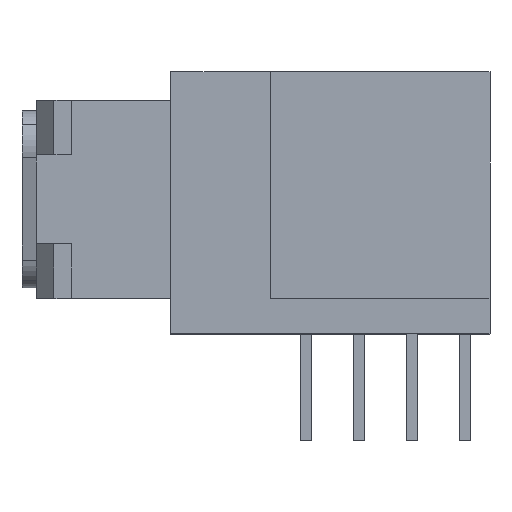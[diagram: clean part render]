
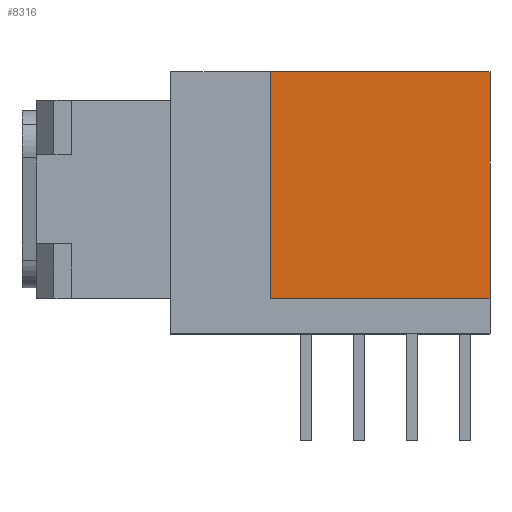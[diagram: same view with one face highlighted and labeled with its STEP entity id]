
A CAD part, left-side view. The second image highlights one B-rep face of the part: STEP entity #8316.
In plain terms, the highlighted planar face has unit normal (-1, 0, 0).
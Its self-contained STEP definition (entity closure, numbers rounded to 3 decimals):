
#7426=CARTESIAN_POINT('',(-10.795,2.159,9.398));
#7427=VERTEX_POINT('',#7426);
#7434=CARTESIAN_POINT('',(-10.795,-5.715,9.398));
#7435=VERTEX_POINT('',#7434);
#7436=CARTESIAN_POINT('',(-10.795,2.159,9.398));
#7437=CARTESIAN_POINT('',(-10.795,-0.466,9.398));
#7438=CARTESIAN_POINT('',(-10.795,-3.09,9.398));
#7439=CARTESIAN_POINT('',(-10.795,-5.715,9.398));
#7440=QUASI_UNIFORM_CURVE('',3,(#7436,#7437,#7438,#7439),.UNSPECIFIED.,.F.,.U.);
#7441=EDGE_CURVE('',#7427,#7435,#7440,.T.);
#7638=CARTESIAN_POINT('',(-10.795,-5.715,1.27));
#7639=VERTEX_POINT('',#7638);
#7640=CARTESIAN_POINT('',(-10.795,-5.715,9.398));
#7641=CARTESIAN_POINT('',(-10.795,-5.715,6.689));
#7642=CARTESIAN_POINT('',(-10.795,-5.715,3.979));
#7643=CARTESIAN_POINT('',(-10.795,-5.715,1.27));
#7644=QUASI_UNIFORM_CURVE('',3,(#7640,#7641,#7642,#7643),.UNSPECIFIED.,.F.,.U.);
#7645=EDGE_CURVE('',#7435,#7639,#7644,.T.);
#7970=CARTESIAN_POINT('',(-10.795,2.159,1.27));
#7971=VERTEX_POINT('',#7970);
#7978=CARTESIAN_POINT('',(-10.795,2.159,1.27));
#7979=DIRECTION('',(0.0,0.0,1.0));
#7980=VECTOR('',#7979,8.128);
#7981=LINE('',#7978,#7980);
#7982=EDGE_CURVE('',#7971,#7427,#7981,.T.);
#8300=CARTESIAN_POINT('',(-10.795,-5.872,1.107));
#8301=DIRECTION('',(1.0,0.0,0.0));
#8302=DIRECTION('',(0.0,1.0,0.0));
#8303=AXIS2_PLACEMENT_3D('',#8300,#8301,#8302);
#8304=PLANE('',#8303);
#8305=CARTESIAN_POINT('',(-10.795,-5.715,1.27));
#8306=DIRECTION('',(0.0,1.0,0.0));
#8307=VECTOR('',#8306,7.874);
#8308=LINE('',#8305,#8307);
#8309=EDGE_CURVE('',#7639,#7971,#8308,.T.);
#8310=ORIENTED_EDGE('',*,*,#8309,.F.);
#8311=ORIENTED_EDGE('',*,*,#7645,.F.);
#8312=ORIENTED_EDGE('',*,*,#7441,.F.);
#8313=ORIENTED_EDGE('',*,*,#7982,.F.);
#8314=EDGE_LOOP('',(#8310,#8311,#8312,#8313));
#8315=FACE_OUTER_BOUND('',#8314,.T.);
#8316=ADVANCED_FACE('',(#8315),#8304,.F.);
